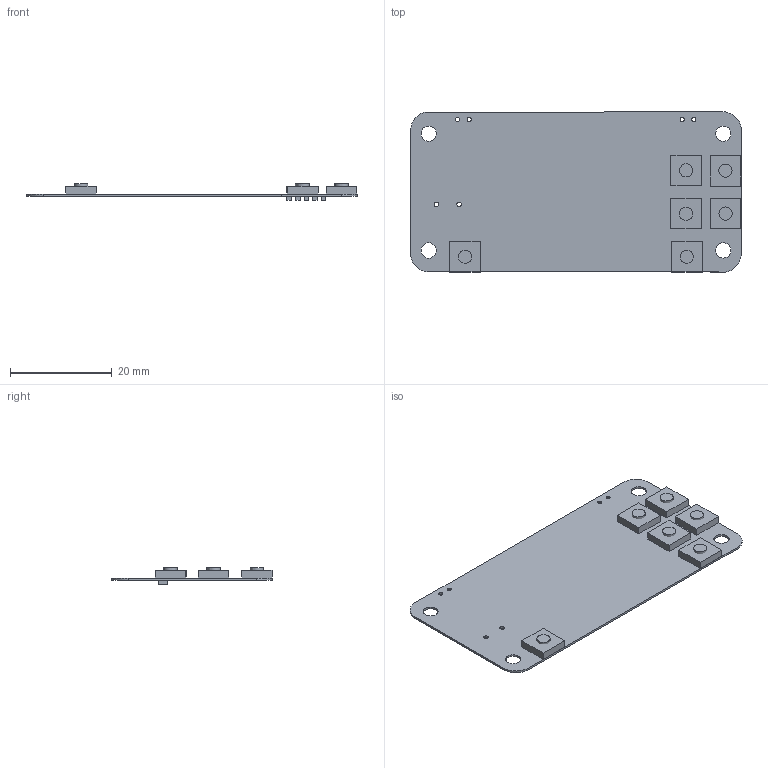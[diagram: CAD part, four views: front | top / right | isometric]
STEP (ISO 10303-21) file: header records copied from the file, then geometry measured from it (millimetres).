
FILE_DESCRIPTION(('Open CASCADE Model'),'2;1');
FILE_NAME('Open CASCADE Shape Model','2023-08-10T17:46:58',('Author'),( 'Open CASCADE'),'Open CASCADE STEP processor 6.8','Open CASCADE 6.8' ,'Unknown');
FILE_SCHEMA(('AUTOMOTIVE_DESIGN { 1 0 10303 214 1 1 1 1 }'));
Length unit declared in the file: millimetre
Products named in the file (25): PCB; Board; select; 1183780080; Cylinder; 1449538488; Extruded; start; 1183781232; B; 1403630592; X; 1744594368; A; Y; R4; 1449538352; R8; R34; R35; R37
Assembly tree (35 placements, depth 4):
  PCB
    Board
    select
      1183780080
        Cylinder
      1449538488
        Extruded
    start
      1183781232
        Cylinder
      1449538488
        Extruded
    B
      1403630592
        Cylinder
      1449538488
        Extruded
    X
      1744594368
        Cylinder
      1449538488
        Extruded
    A
      1744594368
        Cylinder
      1449538488
        Extruded
    Y
      1403630592
        Cylinder
      1449538488
        Extruded
    R4
      1449538352
        Extruded
    R8
      1449538352
        Extruded
    R34
      1449538352
        Extruded
    R35
      1449538352
        Extruded
    R37
      1449538352
        Extruded
Bounding box: 65.03 x 31.52 x 3.2 mm (x, y, z)
Volume: 1219.7 mm3; surface area: 4960.6 mm2
Topology: 18 solids, 18 shells, 136 faces, 300 edges, 200 vertices
Faces by surface type: plane 117, cylinder 19
Full cylindrical faces by diameter (mm): 0.8 x4, 0.9 x2, 2.6 x6, 3 x3
Entity records: 5552 total; most frequent: CARTESIAN_POINT 1190, DIRECTION 774, LINE 482, VECTOR 482, ORIENTED_EDGE 372, PCURVE 372, DEFINITIONAL_REPRESENTATION 372, EDGE_CURVE 186
